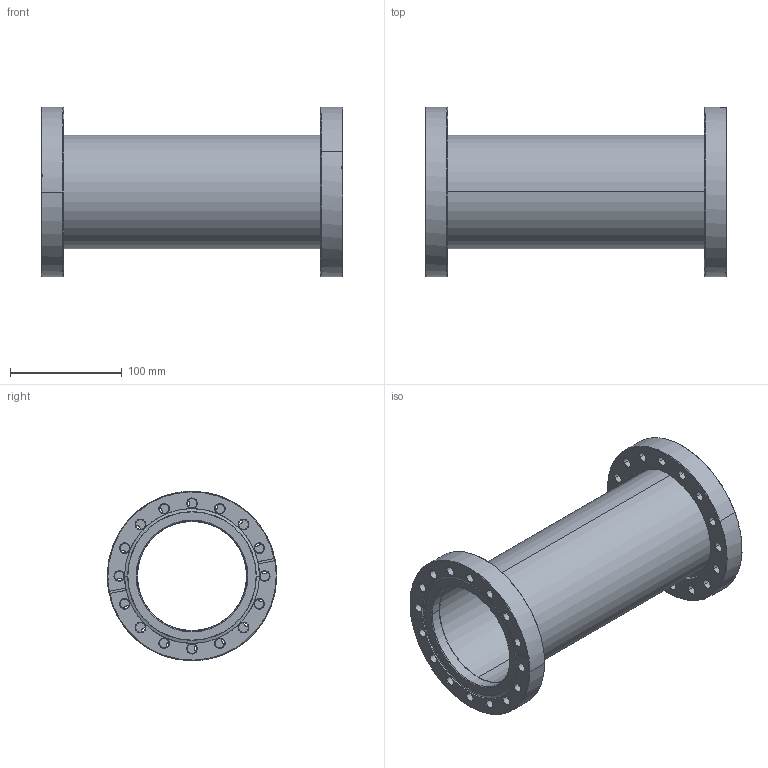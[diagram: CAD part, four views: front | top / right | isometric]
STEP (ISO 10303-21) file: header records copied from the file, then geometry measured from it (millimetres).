
FILE_DESCRIPTION (( 'STEP AP214' ), '1' );
FILE_NAME ('Hositrad_FS100-102R-FullNipple.STEP', '2013-04-22T09:24:44', ( '' ), ( '' ), 'SwSTEP 2.0', 'SolidWorks 2013', '' );
FILE_SCHEMA (( 'AUTOMOTIVE_DESIGN' ));
Length unit declared in the file: millimetre
Products named in the file (6): NW100CF-R-Weld; NW100CF-R-InnerWeld_CF100-102; NW100CF-R-Outerring_CF100-108; NW100CF-weld_CF100-102; Tube101.6-All_Tube 101.6 L=247,8; Hositrad_FS100-102R-FullNipple
Assembly tree (5 placements, depth 3):
  Hositrad_FS100-102R-FullNipple
    Tube101.6-All_Tube 101.6 L=247,8
    NW100CF-weld_CF100-102
    NW100CF-R-Weld
      NW100CF-R-Outerring_CF100-108
      NW100CF-R-InnerWeld_CF100-102
Bounding box: 269.8 x 151.6 x 151.6 mm (x, y, z)
Volume: 507942.6 mm3; surface area: 255835.3 mm2
Topology: 4 solids, 4 shells, 277 faces, 644 edges, 377 vertices
Faces by surface type: cone 163, cylinder 88, plane 26
Entity records: 8941 total; most frequent: DIRECTION 1559, CARTESIAN_POINT 1343, ORIENTED_EDGE 1288, EDGE_CURVE 644, AXIS2_PLACEMENT_3D 641, VERTEX_POINT 377, CIRCLE 355, EDGE_LOOP 351
